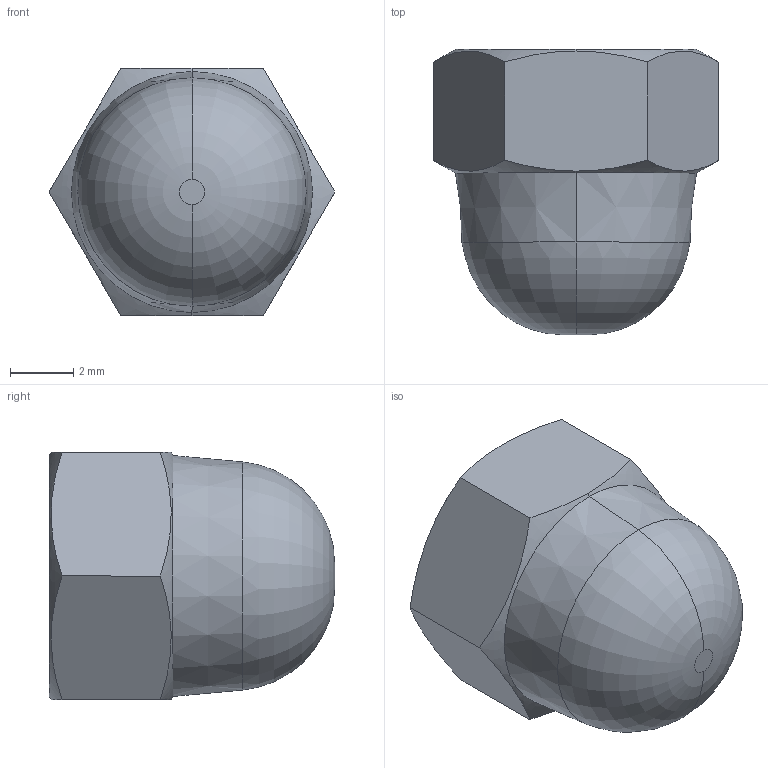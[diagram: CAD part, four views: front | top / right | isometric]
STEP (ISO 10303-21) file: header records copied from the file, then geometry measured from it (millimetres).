
FILE_DESCRIPTION (( 'STEP AP203' ), '1' );
FILE_NAME ('M5 Dome nut.STEP', '2020-12-15T12:25:12', ( '' ), ( '' ), 'SwSTEP 2.0', 'SolidWorks 2019', '' );
FILE_SCHEMA (( 'CONFIG_CONTROL_DESIGN' ));
Length unit declared in the file: millimetre
Products named in the file (1): M5 Dome nut
Bounding box: 9.01 x 9 x 7.8 mm (x, y, z)
Volume: 243 mm3; surface area: 421.1 mm2
Topology: 1 solids, 1 shells, 91 faces, 230 edges, 150 vertices
Faces by surface type: plane 44, bspline 20, cylinder 11, cone 8, torus 8
Entity records: 5388 total; most frequent: CARTESIAN_POINT 3318, ORIENTED_EDGE 460, DIRECTION 334, EDGE_CURVE 230, VERTEX_POINT 150, LINE 118, VECTOR 118, AXIS2_PLACEMENT_3D 108
